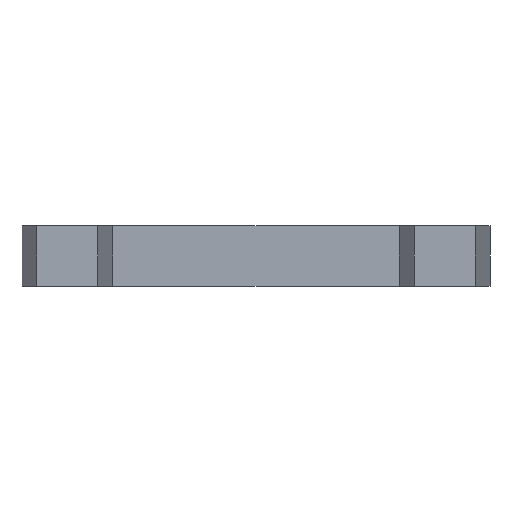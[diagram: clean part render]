
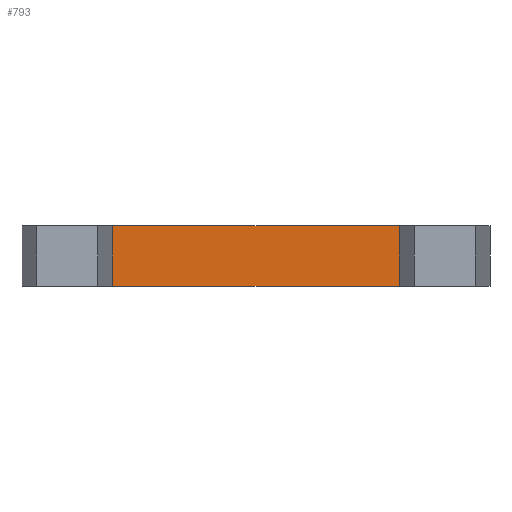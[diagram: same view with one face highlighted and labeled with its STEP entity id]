
A CAD part, front view. The second image highlights one B-rep face of the part: STEP entity #793.
In plain terms, the highlighted free-form (B-spline) face has degree [1, 1] with [2, 2] control points.
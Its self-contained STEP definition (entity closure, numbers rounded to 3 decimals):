
#758=(
BOUNDED_SURFACE()
B_SPLINE_SURFACE(1,1,((#759,#760),(#761,#762)),.UNSPECIFIED.,.F.,.F.,.F.)
B_SPLINE_SURFACE_WITH_KNOTS((2,2),(2,2),(0.000,1.000),(0.000,1.000),.UNSPECIFIED.)
GEOMETRIC_REPRESENTATION_ITEM()
RATIONAL_B_SPLINE_SURFACE(((1.,1.),(1.,1.)))
REPRESENTATION_ITEM('')
SURFACE()
);
#759=CARTESIAN_POINT('',(-1.93,0.,-0.405));
#760=CARTESIAN_POINT('',(-1.93,0.,0.405));
#761=CARTESIAN_POINT('',(1.93,0.,-0.405));
#762=CARTESIAN_POINT('',(1.93,0.,0.405));
#763=CARTESIAN_POINT('',(-1.93,0.,-0.405));
#764=VERTEX_POINT('',#763);
#765=(
BOUNDED_CURVE()
B_SPLINE_CURVE(1,(#766,#767),.UNSPECIFIED.,.F.,.F.)
B_SPLINE_CURVE_WITH_KNOTS((2,2),(0.000,1.000),.UNSPECIFIED.)
CURVE()
GEOMETRIC_REPRESENTATION_ITEM()
RATIONAL_B_SPLINE_CURVE((1.,1.))
REPRESENTATION_ITEM('')
);
#766=CARTESIAN_POINT('',(-1.93,0.,-0.405));
#767=CARTESIAN_POINT('',(-1.93,0.,0.405));
#768=CARTESIAN_POINT('',(-1.93,0.,0.405));
#769=VERTEX_POINT('',#768);
#770=EDGE_CURVE('',#764,#769,#765,.T.);
#771=ORIENTED_EDGE('',*,*,#770,.T.);
#772=(
BOUNDED_CURVE()
B_SPLINE_CURVE(1,(#773,#774),.UNSPECIFIED.,.F.,.F.)
B_SPLINE_CURVE_WITH_KNOTS((2,2),(0.000,1.000),.UNSPECIFIED.)
CURVE()
GEOMETRIC_REPRESENTATION_ITEM()
RATIONAL_B_SPLINE_CURVE((1.,1.))
REPRESENTATION_ITEM('')
);
#773=CARTESIAN_POINT('',(-1.93,0.,0.405));
#774=CARTESIAN_POINT('',(1.93,0.,0.405));
#775=CARTESIAN_POINT('',(1.93,0.,0.405));
#776=VERTEX_POINT('',#775);
#777=EDGE_CURVE('',#769,#776,#772,.T.);
#778=ORIENTED_EDGE('',*,*,#777,.T.);
#779=(
BOUNDED_CURVE()
B_SPLINE_CURVE(1,(#780,#781),.UNSPECIFIED.,.F.,.F.)
B_SPLINE_CURVE_WITH_KNOTS((2,2),(0.000,1.000),.UNSPECIFIED.)
CURVE()
GEOMETRIC_REPRESENTATION_ITEM()
RATIONAL_B_SPLINE_CURVE((1.,1.))
REPRESENTATION_ITEM('')
);
#780=CARTESIAN_POINT('',(1.93,0.,0.405));
#781=CARTESIAN_POINT('',(1.93,0.,-0.405));
#782=CARTESIAN_POINT('',(1.93,0.,-0.405));
#783=VERTEX_POINT('',#782);
#784=EDGE_CURVE('',#776,#783,#779,.T.);
#785=ORIENTED_EDGE('',*,*,#784,.T.);
#786=(
BOUNDED_CURVE()
B_SPLINE_CURVE(1,(#787,#788),.UNSPECIFIED.,.F.,.F.)
B_SPLINE_CURVE_WITH_KNOTS((2,2),(0.000,1.000),.UNSPECIFIED.)
CURVE()
GEOMETRIC_REPRESENTATION_ITEM()
RATIONAL_B_SPLINE_CURVE((1.,1.))
REPRESENTATION_ITEM('')
);
#787=CARTESIAN_POINT('',(1.93,0.,-0.405));
#788=CARTESIAN_POINT('',(-1.93,0.,-0.405));
#789=EDGE_CURVE('',#783,#764,#786,.T.);
#790=ORIENTED_EDGE('',*,*,#789,.T.);
#791=EDGE_LOOP('',(#771,#778,#785,#790));
#792=FACE_OUTER_BOUND('',#791,.T.);
#793=ADVANCED_FACE('',(#792),#758,.T.);
